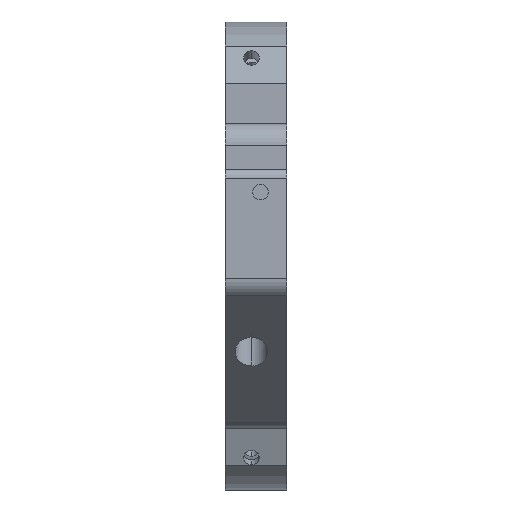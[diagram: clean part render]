
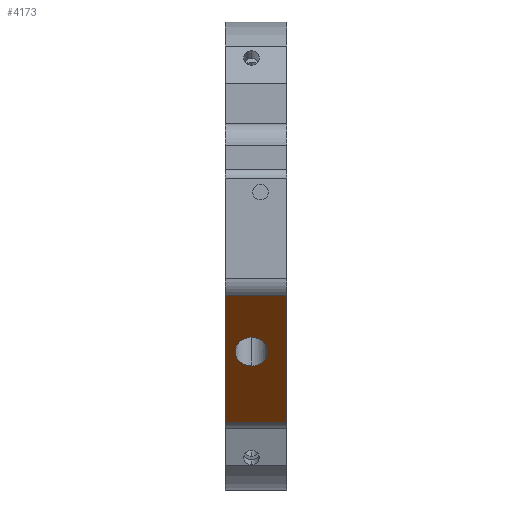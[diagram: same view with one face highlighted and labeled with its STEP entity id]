
A CAD part, left-side view. The second image highlights one B-rep face of the part: STEP entity #4173.
In plain terms, the highlighted planar face has unit normal (-0.66, 0, -0.751).
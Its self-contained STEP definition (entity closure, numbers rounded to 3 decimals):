
#50 = CARTESIAN_POINT ( 'NONE',  ( -71.3, 8., -24.929 ) ) ;
#460 = EDGE_CURVE ( 'NONE', #633, #6634, #1375, .T. ) ;
#523 = EDGE_CURVE ( 'NONE', #1284, #1648, #5700, .T. ) ;
#633 = VERTEX_POINT ( 'NONE', #2276 ) ;
#835 = EDGE_CURVE ( 'NONE', #6634, #633, #4168, .T. ) ;
#956 = DIRECTION ( 'NONE',  ( 0., -1., 0. ) ) ;
#1030 = ORIENTED_EDGE ( 'NONE', *, *, #5757, .T. ) ;
#1284 = VERTEX_POINT ( 'NONE', #6931 ) ;
#1308 = VERTEX_POINT ( 'NONE', #5342 ) ;
#1361 = DIRECTION ( 'NONE',  ( 0., -1., 0. ) ) ;
#1373 = DIRECTION ( 'NONE',  ( 0.66, 0., 0.751 ) ) ;
#1375 =( BOUNDED_CURVE ( )  B_SPLINE_CURVE ( 3, ( #6288, #7017, #6967, #50 ),
 .UNSPECIFIED., .F., .T. ) 
 B_SPLINE_CURVE_WITH_KNOTS ( ( 4, 4 ),
 ( 3.142, 6.283 ),
 .UNSPECIFIED. ) 
 CURVE ( )  GEOMETRIC_REPRESENTATION_ITEM ( )  RATIONAL_B_SPLINE_CURVE ( ( 1., 0.333, 0.333, 1. ) ) 
 REPRESENTATION_ITEM ( '' )  );
#1392 = DIRECTION ( 'NONE',  ( -0.751, 0., 0.66 ) ) ;
#1648 = VERTEX_POINT ( 'NONE', #5107 ) ;
#2010 = FACE_OUTER_BOUND ( 'NONE', #6199, .T. ) ;
#2100 = EDGE_CURVE ( 'NONE', #1308, #1284, #6942, .T. ) ;
#2276 = CARTESIAN_POINT ( 'NONE',  ( -78.7, 8., -18.43 ) ) ;
#2370 = CARTESIAN_POINT ( 'NONE',  ( -89.58, 14., -8.874 ) ) ;
#2721 = CARTESIAN_POINT ( 'NONE',  ( -71.3, 8., -24.929 ) ) ;
#3798 = EDGE_LOOP ( 'NONE', ( #5601, #4751 ) ) ;
#3988 = VERTEX_POINT ( 'NONE', #7889 ) ;
#4167 = CARTESIAN_POINT ( 'NONE',  ( -43.409, 14., -49.425 ) ) ;
#4168 =( BOUNDED_CURVE ( )  B_SPLINE_CURVE ( 3, ( #2721, #6953, #5419, #5503 ),
 .UNSPECIFIED., .F., .T. ) 
 B_SPLINE_CURVE_WITH_KNOTS ( ( 4, 4 ),
 ( 0., 3.142 ),
 .UNSPECIFIED. ) 
 CURVE ( )  GEOMETRIC_REPRESENTATION_ITEM ( )  RATIONAL_B_SPLINE_CURVE ( ( 1., 0.333, 0.333, 1. ) ) 
 REPRESENTATION_ITEM ( '' )  );
#4173 = ADVANCED_FACE ( 'NONE', ( #4832, #2010 ), #7607, .F. ) ;
#4445 = EDGE_CURVE ( 'NONE', #1308, #3988, #4819, .T. ) ;
#4751 = ORIENTED_EDGE ( 'NONE', *, *, #835, .T. ) ;
#4761 = VECTOR ( 'NONE', #1361, 1000. ) ;
#4819 = LINE ( 'NONE', #8942, #4761 ) ;
#4832 = FACE_BOUND ( 'NONE', #3798, .T. ) ;
#5107 = CARTESIAN_POINT ( 'NONE',  ( -89.58, 0., -8.874 ) ) ;
#5342 = CARTESIAN_POINT ( 'NONE',  ( -56.631, 14., -37.813 ) ) ;
#5419 = CARTESIAN_POINT ( 'NONE',  ( -78.7, 15.4, -18.43 ) ) ;
#5503 = CARTESIAN_POINT ( 'NONE',  ( -78.7, 8., -18.43 ) ) ;
#5601 = ORIENTED_EDGE ( 'NONE', *, *, #460, .T. ) ;
#5675 = VECTOR ( 'NONE', #8653, 1000. ) ;
#5700 = LINE ( 'NONE', #2370, #6864 ) ;
#5757 = EDGE_CURVE ( 'NONE', #3988, #1648, #8792, .T. ) ;
#6199 = EDGE_LOOP ( 'NONE', ( #1030, #6815, #8614, #8577 ) ) ;
#6288 = CARTESIAN_POINT ( 'NONE',  ( -78.7, 8., -18.43 ) ) ;
#6634 = VERTEX_POINT ( 'NONE', #8632 ) ;
#6790 = DIRECTION ( 'NONE',  ( 0.751, 0., -0.66 ) ) ;
#6801 = AXIS2_PLACEMENT_3D ( 'NONE', #7562, #1373, #6790 ) ;
#6815 = ORIENTED_EDGE ( 'NONE', *, *, #523, .F. ) ;
#6864 = VECTOR ( 'NONE', #956, 1000. ) ;
#6931 = CARTESIAN_POINT ( 'NONE',  ( -89.58, 14., -8.874 ) ) ;
#6942 = LINE ( 'NONE', #4167, #8705 ) ;
#6953 = CARTESIAN_POINT ( 'NONE',  ( -71.3, 15.4, -24.929 ) ) ;
#6967 = CARTESIAN_POINT ( 'NONE',  ( -71.3, 0.6, -24.929 ) ) ;
#7017 = CARTESIAN_POINT ( 'NONE',  ( -78.7, 0.6, -18.43 ) ) ;
#7562 = CARTESIAN_POINT ( 'NONE',  ( -43.409, 14., -49.425 ) ) ;
#7607 = PLANE ( 'NONE',  #6801 ) ;
#7889 = CARTESIAN_POINT ( 'NONE',  ( -56.631, 0., -37.813 ) ) ;
#8577 = ORIENTED_EDGE ( 'NONE', *, *, #4445, .T. ) ;
#8614 = ORIENTED_EDGE ( 'NONE', *, *, #2100, .F. ) ;
#8632 = CARTESIAN_POINT ( 'NONE',  ( -71.3, 8., -24.929 ) ) ;
#8653 = DIRECTION ( 'NONE',  ( -0.751, 0., 0.66 ) ) ;
#8705 = VECTOR ( 'NONE', #1392, 1000. ) ;
#8792 = LINE ( 'NONE', #8832, #5675 ) ;
#8832 = CARTESIAN_POINT ( 'NONE',  ( -43.409, 0., -49.425 ) ) ;
#8942 = CARTESIAN_POINT ( 'NONE',  ( -56.631, 14., -37.813 ) ) ;
